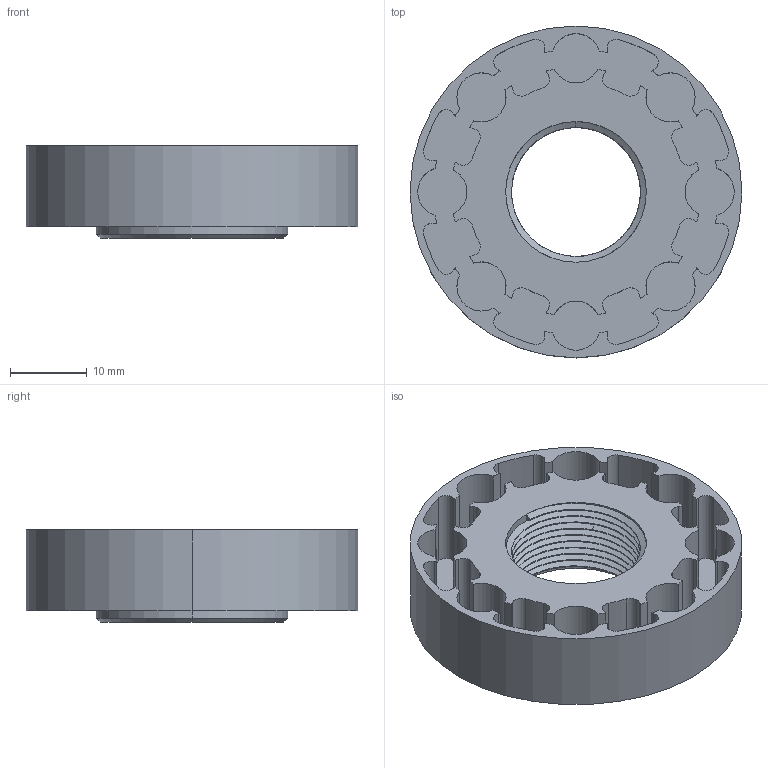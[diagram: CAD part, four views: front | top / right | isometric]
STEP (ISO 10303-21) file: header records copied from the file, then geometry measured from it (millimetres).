
FILE_DESCRIPTION((''),'2;1');
FILE_NAME('156761_SW','2011-10-06T',('banengservice'),('BANNER ENGINEERING'),'PRO/ENGINEER BY PARAMETRIC TECHNOLOGY CORPORATION, 2009141','PRO/ENGINEER BY PARAMETRIC TECHNOLOGY CORPORATION, 2009141','');
FILE_SCHEMA(('CONFIG_CONTROL_DESIGN'));
Length unit declared in the file: inch
Products named in the file (1): 156761_SW
Bounding box: 43.2 x 43.2 x 12 mm (x, y, z)
Volume: 7114.8 mm3; surface area: 8087.9 mm2
Topology: 1 solids, 1 shells, 157 faces, 457 edges, 306 vertices
Faces by surface type: cylinder 138, bspline 9, plane 8, cone 2
Entity records: 7692 total; most frequent: CARTESIAN_POINT 3300, DIRECTION 996, ORIENTED_EDGE 914, EDGE_CURVE 457, AXIS2_PLACEMENT_3D 422, VERTEX_POINT 306, CIRCLE 274, EDGE_LOOP 163
